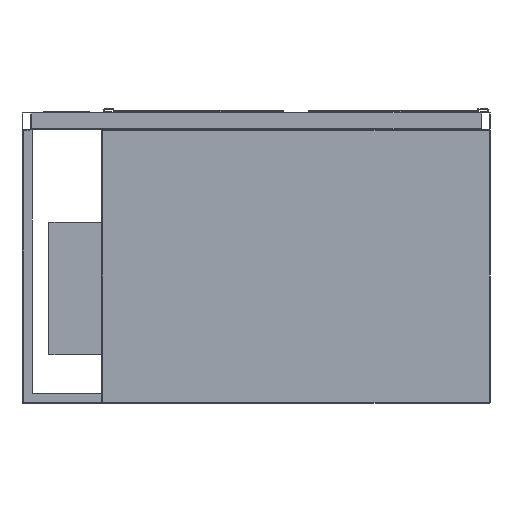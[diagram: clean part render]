
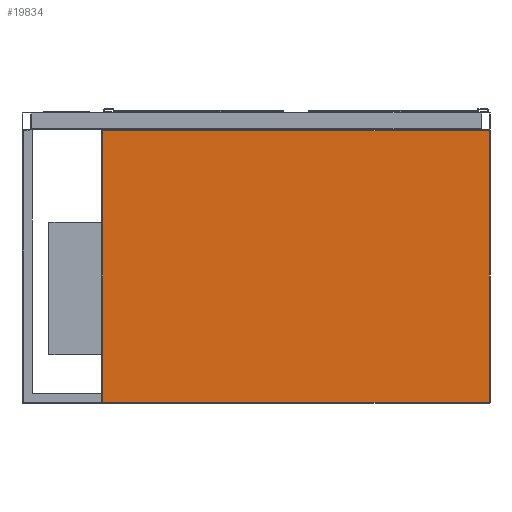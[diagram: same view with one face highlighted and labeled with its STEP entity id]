
A CAD part, front view. The second image highlights one B-rep face of the part: STEP entity #19834.
In plain terms, the highlighted planar face has unit normal (0, -1, 0).
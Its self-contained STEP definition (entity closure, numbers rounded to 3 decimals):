
#112 = DIRECTION ( 'NONE',  ( 0., 0., 1. ) ) ;
#226 = VECTOR ( 'NONE', #31789, 1000. ) ;
#1082 = LINE ( 'NONE', #15367, #5324 ) ;
#4767 = CARTESIAN_POINT ( 'NONE',  ( -438., -350., -42. ) ) ;
#5324 = VECTOR ( 'NONE', #11894, 1000. ) ;
#5617 = LINE ( 'NONE', #13870, #33966 ) ;
#6513 = CARTESIAN_POINT ( 'NONE',  ( -440., -350., -42. ) ) ;
#8117 = LINE ( 'NONE', #22218, #30495 ) ;
#9673 = VERTEX_POINT ( 'NONE', #30603 ) ;
#9952 = AXIS2_PLACEMENT_3D ( 'NONE', #22921, #10868, #34103 ) ;
#10868 = DIRECTION ( 'NONE',  ( 0., -1., 0. ) ) ;
#11514 = ORIENTED_EDGE ( 'NONE', *, *, #34621, .T. ) ;
#11894 = DIRECTION ( 'NONE',  ( 1., 0., 0. ) ) ;
#12124 = PLANE ( 'NONE',  #9952 ) ;
#12730 = EDGE_CURVE ( 'NONE', #32580, #33239, #31611, .T. ) ;
#13870 = CARTESIAN_POINT ( 'NONE',  ( 438., -350., -660. ) ) ;
#14181 = CARTESIAN_POINT ( 'NONE',  ( 438., -350., -42. ) ) ;
#15367 = CARTESIAN_POINT ( 'NONE',  ( -440., -350., -658. ) ) ;
#15677 = EDGE_LOOP ( 'NONE', ( #35420, #29253, #11514, #33632 ) ) ;
#17621 = FACE_OUTER_BOUND ( 'NONE', #15677, .T. ) ;
#19834 = ADVANCED_FACE ( 'Fl�che8', ( #17621 ), #12124, .T. ) ;
#22218 = CARTESIAN_POINT ( 'NONE',  ( -438., -350., -660. ) ) ;
#22921 = CARTESIAN_POINT ( 'NONE',  ( -440., -350., -660. ) ) ;
#29253 = ORIENTED_EDGE ( 'NONE', *, *, #32424, .T. ) ;
#29771 = DIRECTION ( 'NONE',  ( 0., 0., -1. ) ) ;
#30495 = VECTOR ( 'NONE', #29771, 1000. ) ;
#30511 = VERTEX_POINT ( 'NONE', #35224 ) ;
#30603 = CARTESIAN_POINT ( 'NONE',  ( -438., -350., -658. ) ) ;
#31611 = LINE ( 'NONE', #6513, #226 ) ;
#31789 = DIRECTION ( 'NONE',  ( -1., 0., 0. ) ) ;
#32424 = EDGE_CURVE ( 'NONE', #33239, #9673, #8117, .T. ) ;
#32580 = VERTEX_POINT ( 'NONE', #14181 ) ;
#33239 = VERTEX_POINT ( 'NONE', #4767 ) ;
#33632 = ORIENTED_EDGE ( 'NONE', *, *, #33915, .T. ) ;
#33915 = EDGE_CURVE ( 'NONE', #30511, #32580, #5617, .T. ) ;
#33966 = VECTOR ( 'NONE', #112, 1000. ) ;
#34103 = DIRECTION ( 'NONE',  ( 0., 0., -1. ) ) ;
#34621 = EDGE_CURVE ( 'NONE', #9673, #30511, #1082, .T. ) ;
#35224 = CARTESIAN_POINT ( 'NONE',  ( 438., -350., -658. ) ) ;
#35420 = ORIENTED_EDGE ( 'NONE', *, *, #12730, .T. ) ;
